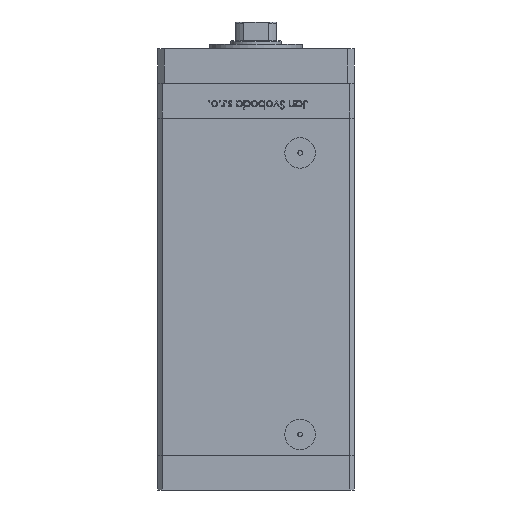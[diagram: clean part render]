
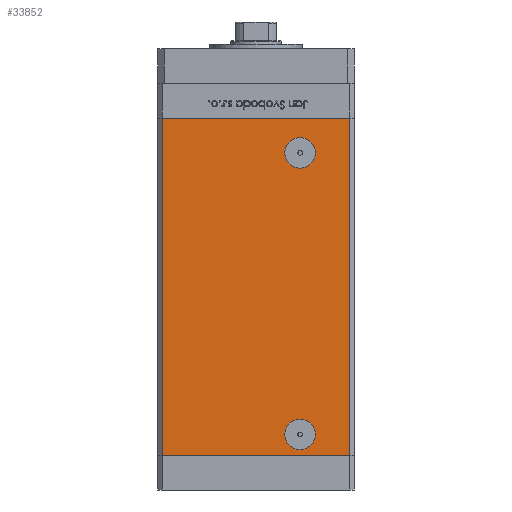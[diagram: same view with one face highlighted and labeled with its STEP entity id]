
A CAD part, front view. The second image highlights one B-rep face of the part: STEP entity #33852.
In plain terms, the highlighted planar face has unit normal (0, -1, 0).
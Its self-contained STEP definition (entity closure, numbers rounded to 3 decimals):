
#531 = CIRCLE ( 'NONE', #40405, 6.58 ) ;
#1155 = EDGE_CURVE ( 'NONE', #48944, #51496, #46463, .T. ) ;
#1407 = DIRECTION ( 'NONE',  ( 0., -1., 0. ) ) ;
#1578 = ORIENTED_EDGE ( 'NONE', *, *, #41406, .T. ) ;
#1940 = DIRECTION ( 'NONE',  ( 0., 0., -1. ) ) ;
#2837 = EDGE_CURVE ( 'NONE', #11298, #48944, #44462, .T. ) ;
#3703 = ORIENTED_EDGE ( 'NONE', *, *, #1155, .F. ) ;
#3925 = CARTESIAN_POINT ( 'NONE',  ( 19., -37.5, 130.5 ) ) ;
#4037 = DIRECTION ( 'NONE',  ( 1., 0., 0. ) ) ;
#5206 = DIRECTION ( 'NONE',  ( 0., 0., -1. ) ) ;
#6719 = EDGE_CURVE ( 'NONE', #11298, #20590, #30712, .T. ) ;
#7274 = DIRECTION ( 'NONE',  ( 0., -1., 0. ) ) ;
#8237 = EDGE_LOOP ( 'NONE', ( #32157, #29534 ) ) ;
#8531 = PLANE ( 'NONE',  #25100 ) ;
#9563 = VERTEX_POINT ( 'NONE', #44359 ) ;
#11298 = VERTEX_POINT ( 'NONE', #25174 ) ;
#11443 = EDGE_CURVE ( 'NONE', #9563, #44115, #43156, .T. ) ;
#11503 = ORIENTED_EDGE ( 'NONE', *, *, #11443, .T. ) ;
#12152 = DIRECTION ( 'NONE',  ( 0., 0., -1. ) ) ;
#12588 = FACE_OUTER_BOUND ( 'NONE', #51953, .T. ) ;
#13215 = CARTESIAN_POINT ( 'NONE',  ( -40.5, -37.5, 0. ) ) ;
#13396 = FACE_BOUND ( 'NONE', #37378, .T. ) ;
#15611 = DIRECTION ( 'NONE',  ( 0., 1., 0. ) ) ;
#18330 = EDGE_CURVE ( 'NONE', #20590, #51496, #37493, .T. ) ;
#18653 = VECTOR ( 'NONE', #53500, 1000. ) ;
#20498 = DIRECTION ( 'NONE',  ( 0., 0., -1. ) ) ;
#20590 = VERTEX_POINT ( 'NONE', #13215 ) ;
#20598 = CARTESIAN_POINT ( 'NONE',  ( 19., -37.5, 15.58 ) ) ;
#20685 = EDGE_CURVE ( 'NONE', #31277, #35125, #43810, .T. ) ;
#21437 = VECTOR ( 'NONE', #4037, 1000. ) ;
#21839 = ORIENTED_EDGE ( 'NONE', *, *, #18330, .T. ) ;
#22139 = CARTESIAN_POINT ( 'NONE',  ( 19., -37.5, 137.08 ) ) ;
#22269 = CARTESIAN_POINT ( 'NONE',  ( 40.5, -37.5, 145.5 ) ) ;
#22607 = CIRCLE ( 'NONE', #26939, 6.58 ) ;
#24569 = ORIENTED_EDGE ( 'NONE', *, *, #2837, .F. ) ;
#24614 = DIRECTION ( 'NONE',  ( 0., 1., 0. ) ) ;
#24781 = EDGE_CURVE ( 'NONE', #35125, #31277, #531, .T. ) ;
#25087 = CARTESIAN_POINT ( 'NONE',  ( -40.5, -37.5, 145.5 ) ) ;
#25100 = AXIS2_PLACEMENT_3D ( 'NONE', #25087, #41615, #37541 ) ;
#25174 = CARTESIAN_POINT ( 'NONE',  ( -40.5, -37.5, 145.5 ) ) ;
#25518 = ORIENTED_EDGE ( 'NONE', *, *, #6719, .T. ) ;
#25689 = AXIS2_PLACEMENT_3D ( 'NONE', #49035, #7274, #12152 ) ;
#26939 = AXIS2_PLACEMENT_3D ( 'NONE', #28703, #24614, #38164 ) ;
#28703 = CARTESIAN_POINT ( 'NONE',  ( 19., -37.5, 130.5 ) ) ;
#29534 = ORIENTED_EDGE ( 'NONE', *, *, #20685, .F. ) ;
#30712 = LINE ( 'NONE', #30976, #44049 ) ;
#30976 = CARTESIAN_POINT ( 'NONE',  ( -40.5, -37.5, 145.5 ) ) ;
#31277 = VERTEX_POINT ( 'NONE', #20598 ) ;
#32157 = ORIENTED_EDGE ( 'NONE', *, *, #24781, .F. ) ;
#33199 = FACE_BOUND ( 'NONE', #8237, .T. ) ;
#33852 = ADVANCED_FACE ( 'NONE', ( #33199, #12588, #13396 ), #8531, .F. ) ;
#35125 = VERTEX_POINT ( 'NONE', #36982 ) ;
#36982 = CARTESIAN_POINT ( 'NONE',  ( 19., -37.5, 2.42 ) ) ;
#37378 = EDGE_LOOP ( 'NONE', ( #11503, #1578 ) ) ;
#37493 = LINE ( 'NONE', #41294, #18653 ) ;
#37541 = DIRECTION ( 'NONE',  ( 0., 0., 1. ) ) ;
#38164 = DIRECTION ( 'NONE',  ( 0., 0., -1. ) ) ;
#39564 = VECTOR ( 'NONE', #1940, 1000. ) ;
#40405 = AXIS2_PLACEMENT_3D ( 'NONE', #42370, #1407, #5206 ) ;
#41294 = CARTESIAN_POINT ( 'NONE',  ( -40.5, -37.5, 0. ) ) ;
#41406 = EDGE_CURVE ( 'NONE', #44115, #9563, #22607, .T. ) ;
#41518 = CARTESIAN_POINT ( 'NONE',  ( 40.5, -37.5, 0. ) ) ;
#41615 = DIRECTION ( 'NONE',  ( 0., 1., 0. ) ) ;
#42115 = CARTESIAN_POINT ( 'NONE',  ( 40.5, -37.5, 145.5 ) ) ;
#42370 = CARTESIAN_POINT ( 'NONE',  ( 19., -37.5, 9. ) ) ;
#43156 = CIRCLE ( 'NONE', #48384, 6.58 ) ;
#43810 = CIRCLE ( 'NONE', #25689, 6.58 ) ;
#44049 = VECTOR ( 'NONE', #47778, 1000. ) ;
#44115 = VERTEX_POINT ( 'NONE', #22139 ) ;
#44359 = CARTESIAN_POINT ( 'NONE',  ( 19., -37.5, 123.92 ) ) ;
#44462 = LINE ( 'NONE', #53671, #21437 ) ;
#46463 = LINE ( 'NONE', #42115, #39564 ) ;
#47778 = DIRECTION ( 'NONE',  ( 0., 0., -1. ) ) ;
#48384 = AXIS2_PLACEMENT_3D ( 'NONE', #3925, #15611, #20498 ) ;
#48944 = VERTEX_POINT ( 'NONE', #22269 ) ;
#49035 = CARTESIAN_POINT ( 'NONE',  ( 19., -37.5, 9. ) ) ;
#51496 = VERTEX_POINT ( 'NONE', #41518 ) ;
#51953 = EDGE_LOOP ( 'NONE', ( #21839, #3703, #24569, #25518 ) ) ;
#53500 = DIRECTION ( 'NONE',  ( 1., 0., 0. ) ) ;
#53671 = CARTESIAN_POINT ( 'NONE',  ( -40.5, -37.5, 145.5 ) ) ;
